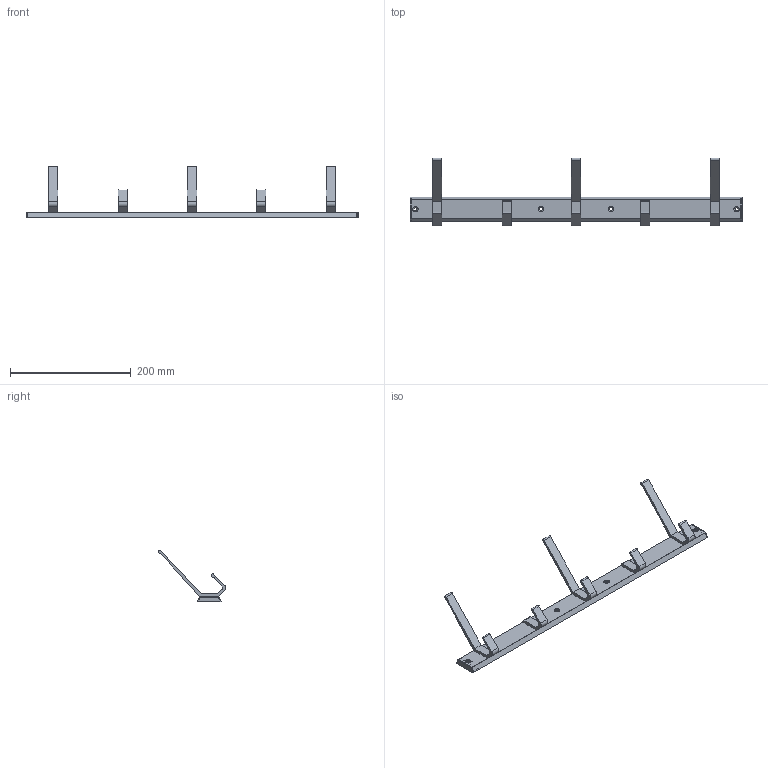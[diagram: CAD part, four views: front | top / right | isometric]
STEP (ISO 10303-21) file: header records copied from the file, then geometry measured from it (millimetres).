
FILE_DESCRIPTION(('Creo Elements/Direct Modeling STEP Export'),'2;1');
FILE_NAME('1674-550_ON.stp','2023-09-19T 8:46:25',(''),(''),'Creo Elements/Direct Modeling STEP processor for AP214 (Solid Model)','Creo Elements/Direct Modeling 20.0 12-Nov-2016 (C) Parametric Technology GmbH','');
FILE_SCHEMA(('AUTOMOTIVE_DESIGN { 1 0 10303 214 1 1 1 1 }'));
Length unit declared in the file: millimetre
Products named in the file (7): Leiste; Abdeckkappe; Haken_klein.1; Haken; Haken_klein; Haken.2; AL-9823.1
Assembly tree (8 placements, depth 2):
  AL-9823.1
    Haken.2
    Haken_klein
    Haken  x2
    Abdeckkappe  x2
    Haken_klein.1
    Leiste
Bounding box: 550 x 112.27 x 86 mm (x, y, z)
Volume: 92583.6 mm3; surface area: 89813.2 mm2
Topology: 8 solids, 8 shells, 318 faces, 876 edges, 564 vertices
Faces by surface type: plane 200, cylinder 92, cone 22, sphere 4
Entity records: 7668 total; most frequent: ORIENTED_EDGE 1346, CARTESIAN_POINT 1290, DIRECTION 1221, EDGE_CURVE 673, VECTOR 487, LINE 487, VERTEX_POINT 436, AXIS2_PLACEMENT_3D 367
